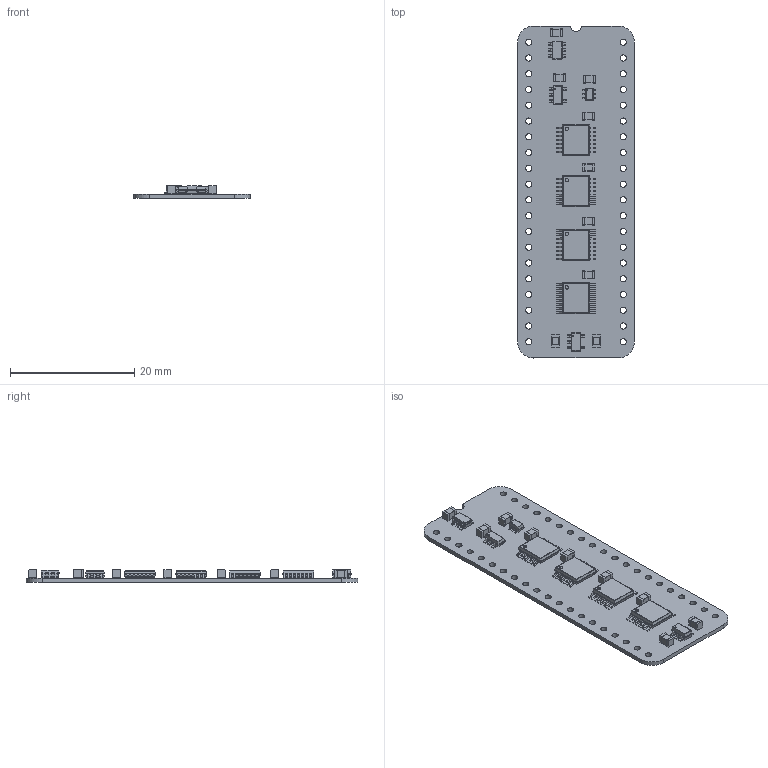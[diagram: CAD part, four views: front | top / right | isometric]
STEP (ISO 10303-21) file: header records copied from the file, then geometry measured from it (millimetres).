
FILE_DESCRIPTION(('KiCad electronic assembly'),'2;1');
FILE_NAME('Video Data Select.step','2024-06-05T21:00:34',('Pcbnew'),( 'Kicad'),'Open CASCADE STEP processor 7.7','KiCad to STEP converter' ,'Unknown');
FILE_SCHEMA(('AUTOMOTIVE_DESIGN { 1 0 10303 214 1 1 1 1 }'));
Length unit declared in the file: millimetre
Products named in the file (16): Video Data Select 1; C_0805_2012Metric; 74LVC74APW,118; ASSEMBLY; 74LVC2G04GW-Q100H; M74VHC1G126DTT1G; SN74LVC1G10DBVR; DBV0006A_ASM; AP7365-33WG-7; 74VHC165FT; Video Data Select_PCB
Assembly tree (25 placements, depth 3):
  Video Data Select 1
    C_0805_2012Metric  x9
      C_0805_2012Metric
    74LVC74APW,118  x2
      ASSEMBLY
    74LVC2G04GW-Q100H
      ASSEMBLY
    M74VHC1G126DTT1G
      ASSEMBLY
    SN74LVC1G10DBVR
      DBV0006A_ASM
    AP7365-33WG-7
      ASSEMBLY
    74VHC165FT  x2
      ASSEMBLY
    Video Data Select_PCB
Bounding box: 18.8 x 53.49 x 2.05 mm (x, y, z)
Volume: 812 mm3; surface area: 2621.7 mm2
Topology: 100 solids, 100 shells, 1586 faces, 3947 edges, 2586 vertices
Faces by surface type: plane 1090, cylinder 488, sphere 8
Full cylindrical faces by diameter (mm): 0.156 x1, 0.188 x1, 0.2 x1, 0.55 x4, 1 x40
Entity records: 27942 total; most frequent: CARTESIAN_POINT 4839, DIRECTION 4675, ORIENTED_EDGE 4574, EDGE_CURVE 2287, LINE 1751, VECTOR 1751, VERTEX_POINT 1490, AXIS2_PLACEMENT_3D 1462
